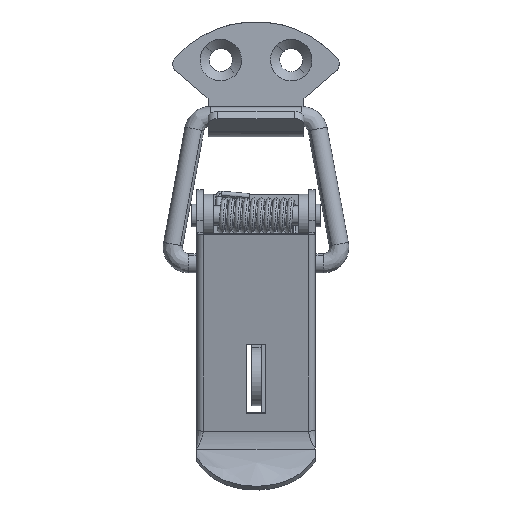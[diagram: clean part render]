
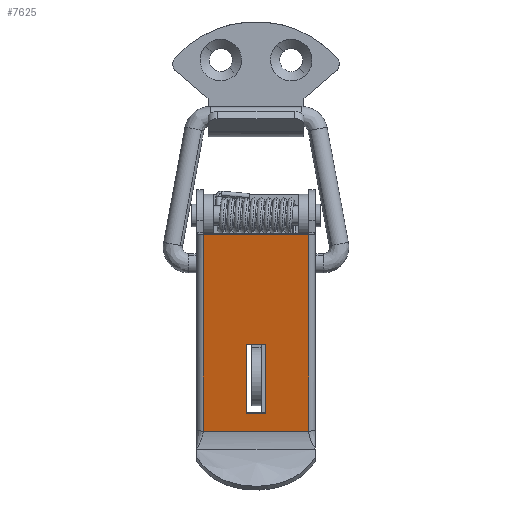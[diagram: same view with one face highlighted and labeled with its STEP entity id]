
A CAD part, front view. The second image highlights one B-rep face of the part: STEP entity #7625.
In plain terms, the highlighted free-form (B-spline) face has degree [1, 1] with [2, 2] control points.
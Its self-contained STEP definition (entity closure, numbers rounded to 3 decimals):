
#6407=CARTESIAN_POINT('',(1.499,-1.322,-45.79));
#6408=VERTEX_POINT('',#6407);
#6409=CARTESIAN_POINT('',(1.499,-3.406,-34.989));
#6410=VERTEX_POINT('',#6409);
#6411=CARTESIAN_POINT('',(1.499,-1.322,-45.79));
#6412=CARTESIAN_POINT('',(1.499,-3.406,-34.989));
#6413=QUASI_UNIFORM_CURVE('',1,(#6411,#6412),.UNSPECIFIED.,.F.,.U.);
#6414=EDGE_CURVE('',#6408,#6410,#6413,.T.);
#6435=CARTESIAN_POINT('',(-1.501,-1.322,-45.79));
#6436=VERTEX_POINT('',#6435);
#6443=CARTESIAN_POINT('',(-1.501,-3.406,-34.989));
#6444=VERTEX_POINT('',#6443);
#6450=CARTESIAN_POINT('',(-1.501,-1.322,-45.79));
#6451=CARTESIAN_POINT('',(-1.501,-3.406,-34.989));
#6452=QUASI_UNIFORM_CURVE('',1,(#6450,#6451),.UNSPECIFIED.,.F.,.U.);
#6453=EDGE_CURVE('',#6436,#6444,#6452,.T.);
#6466=CARTESIAN_POINT('',(1.499,-1.322,-45.79));
#6467=CARTESIAN_POINT('',(-1.501,-1.322,-45.79));
#6468=QUASI_UNIFORM_CURVE('',1,(#6466,#6467),.UNSPECIFIED.,.F.,.U.);
#6469=EDGE_CURVE('',#6408,#6436,#6468,.T.);
#6482=CARTESIAN_POINT('',(-1.501,-3.406,-34.989));
#6483=CARTESIAN_POINT('',(1.499,-3.406,-34.989));
#6484=QUASI_UNIFORM_CURVE('',1,(#6482,#6483),.UNSPECIFIED.,.F.,.U.);
#6485=EDGE_CURVE('',#6444,#6410,#6484,.T.);
#6792=CARTESIAN_POINT('',(-8.25,-0.801,-48.49));
#6793=VERTEX_POINT('',#6792);
#6838=CARTESIAN_POINT('',(-8.25,-6.721,-17.806));
#6839=VERTEX_POINT('',#6838);
#6857=CARTESIAN_POINT('',(-8.25,-6.721,-17.806));
#6858=CARTESIAN_POINT('',(-8.25,-0.801,-48.49));
#6859=QUASI_UNIFORM_CURVE('',1,(#6857,#6858),.UNSPECIFIED.,.F.,.U.);
#6860=EDGE_CURVE('',#6839,#6793,#6859,.T.);
#6887=CARTESIAN_POINT('',(8.25,-0.801,-48.49));
#6888=VERTEX_POINT('',#6887);
#6939=CARTESIAN_POINT('',(8.25,-6.721,-17.806));
#6940=VERTEX_POINT('',#6939);
#6954=CARTESIAN_POINT('',(8.25,-0.801,-48.49));
#6955=CARTESIAN_POINT('',(8.25,-6.721,-17.806));
#6956=QUASI_UNIFORM_CURVE('',1,(#6954,#6955),.UNSPECIFIED.,.F.,.U.);
#6957=EDGE_CURVE('',#6888,#6940,#6956,.T.);
#7358=CARTESIAN_POINT('',(8.25,-0.801,-48.49));
#7359=CARTESIAN_POINT('',(-8.25,-0.801,-48.49));
#7360=QUASI_UNIFORM_CURVE('',1,(#7358,#7359),.UNSPECIFIED.,.F.,.U.);
#7361=EDGE_CURVE('',#6888,#6793,#7360,.T.);
#7596=CARTESIAN_POINT('',(8.25,-6.721,-17.806));
#7597=CARTESIAN_POINT('',(-8.25,-6.721,-17.806));
#7598=QUASI_UNIFORM_CURVE('',1,(#7596,#7597),.UNSPECIFIED.,.F.,.U.);
#7599=EDGE_CURVE('',#6940,#6839,#7598,.T.);
#7608=CARTESIAN_POINT('',(9.074,-0.505,-50.023));
#7609=CARTESIAN_POINT('',(9.074,-7.017,-16.273));
#7610=CARTESIAN_POINT('',(-9.074,-0.505,-50.023));
#7611=CARTESIAN_POINT('',(-9.074,-7.017,-16.273));
#7612=B_SPLINE_SURFACE_WITH_KNOTS('',1,1,((#7608,#7610),(#7609,#7611)),.UNSPECIFIED.,.F.,.F.,.U.,(2,2),(2,2),(0.0,34.372),(0.0,18.148),.UNSPECIFIED.);
#7613=ORIENTED_EDGE('',*,*,#7599,.T.);
#7614=ORIENTED_EDGE('',*,*,#6860,.T.);
#7615=ORIENTED_EDGE('',*,*,#7361,.F.);
#7616=ORIENTED_EDGE('',*,*,#6957,.T.);
#7617=EDGE_LOOP('',(#7613,#7614,#7615,#7616));
#7618=FACE_OUTER_BOUND('',#7617,.T.);
#7619=ORIENTED_EDGE('',*,*,#6469,.T.);
#7620=ORIENTED_EDGE('',*,*,#6453,.T.);
#7621=ORIENTED_EDGE('',*,*,#6485,.T.);
#7622=ORIENTED_EDGE('',*,*,#6414,.F.);
#7623=EDGE_LOOP('',(#7619,#7620,#7621,#7622));
#7624=FACE_BOUND('',#7623,.T.);
#7625=ADVANCED_FACE('',(#7618,#7624),#7612,.T.);
